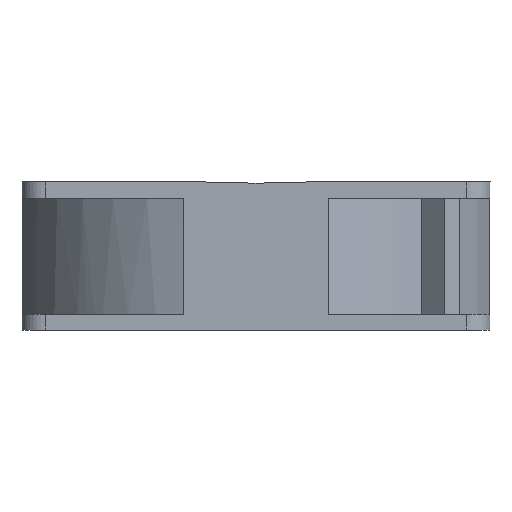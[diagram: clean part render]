
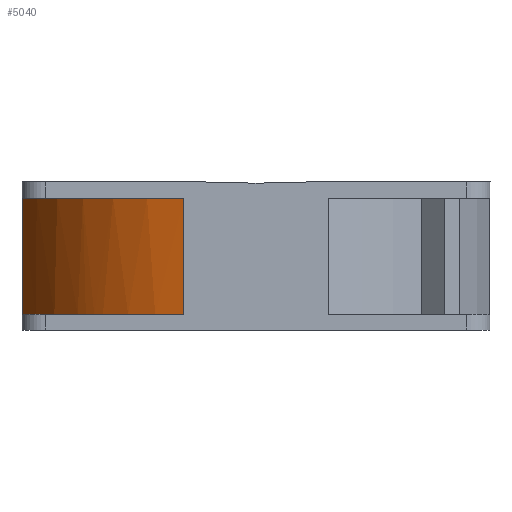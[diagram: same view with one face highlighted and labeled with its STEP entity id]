
A CAD part, left-side view. The second image highlights one B-rep face of the part: STEP entity #5040.
In plain terms, the highlighted cylindrical face has radius 62.788 mm (diameter 125.576 mm), a partial arc.
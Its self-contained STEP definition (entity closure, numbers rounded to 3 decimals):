
#450 = PLANE('',#451);
#451 = AXIS2_PLACEMENT_3D('',#452,#453,#454);
#452 = CARTESIAN_POINT('',(6.265,221.762,0.));
#453 = DIRECTION('',(1.,0.,0.));
#454 = DIRECTION('',(0.,1.,0.));
#1930 = PLANE('',#1931);
#1931 = AXIS2_PLACEMENT_3D('',#1932,#1933,#1934);
#1932 = CARTESIAN_POINT('',(12.265,335.762,0.));
#1933 = DIRECTION('',(0.,-1.,0.));
#1934 = DIRECTION('',(1.,0.,0.));
#3009 = PLANE('',#3010);
#3010 = AXIS2_PLACEMENT_3D('',#3011,#3012,#3013);
#3011 = CARTESIAN_POINT('',(66.265,275.762,4.));
#3012 = DIRECTION('',(0.,0.,-1.));
#3013 = DIRECTION('',(-1.,0.,0.));
#3111 = VERTEX_POINT('',#3112);
#3112 = CARTESIAN_POINT('',(47.762,335.762,4.));
#3133 = EDGE_CURVE('',#3111,#3134,#3136,.T.);
#3134 = VERTEX_POINT('',#3135);
#3135 = CARTESIAN_POINT('',(23.218,321.472,4.));
#3136 = SURFACE_CURVE('',#3137,(#3142,#3153),.PCURVE_S1.);
#3137 = CIRCLE('',#3138,62.788);
#3138 = AXIS2_PLACEMENT_3D('',#3139,#3140,#3141);
#3139 = CARTESIAN_POINT('',(66.265,275.762,4.));
#3140 = DIRECTION('',(0.,0.,1.));
#3141 = DIRECTION('',(-0.295,0.956,0.));
#3142 = PCURVE('',#3009,#3143);
#3143 = DEFINITIONAL_REPRESENTATION('',(#3144),#3152);
#3144 = ( BOUNDED_CURVE() B_SPLINE_CURVE(2,(#3145,#3146,#3147,#3148,
#3149,#3150,#3151),.UNSPECIFIED.,.T.,.F.) B_SPLINE_CURVE_WITH_KNOTS((1,2
    ,2,2,2,1),(-2.094,0.,2.094,4.189,
6.283,8.378),.UNSPECIFIED.) CURVE() 
GEOMETRIC_REPRESENTATION_ITEM() RATIONAL_B_SPLINE_CURVE((1.,0.5,1.,0.5,
1.,0.5,1.)) REPRESENTATION_ITEM('') );
#3145 = CARTESIAN_POINT('',(18.503,60.));
#3146 = CARTESIAN_POINT('',(122.426,27.952));
#3147 = CARTESIAN_POINT('',(42.71,-46.024));
#3148 = CARTESIAN_POINT('',(-37.005,-120.));
#3149 = CARTESIAN_POINT('',(-61.213,-13.976));
#3150 = CARTESIAN_POINT('',(-85.42,92.048));
#3151 = CARTESIAN_POINT('',(18.503,60.));
#3152 = ( GEOMETRIC_REPRESENTATION_CONTEXT(2) 
PARAMETRIC_REPRESENTATION_CONTEXT() REPRESENTATION_CONTEXT('2D SPACE',''
  ) );
#3153 = PCURVE('',#3154,#3159);
#3154 = CYLINDRICAL_SURFACE('',#3155,62.788);
#3155 = AXIS2_PLACEMENT_3D('',#3156,#3157,#3158);
#3156 = CARTESIAN_POINT('',(66.265,275.762,35.29));
#3157 = DIRECTION('',(0.,0.,-1.));
#3158 = DIRECTION('',(-1.,0.,0.));
#3159 = DEFINITIONAL_REPRESENTATION('',(#3160),#3164);
#3160 = LINE('',#3161,#3162);
#3161 = CARTESIAN_POINT('',(1.272,31.29));
#3162 = VECTOR('',#3163,1.);
#3163 = DIRECTION('',(-1.,0.));
#3164 = ( GEOMETRIC_REPRESENTATION_CONTEXT(2) 
PARAMETRIC_REPRESENTATION_CONTEXT() REPRESENTATION_CONTEXT('2D SPACE',''
  ) );
#3238 = VERTEX_POINT('',#3239);
#3239 = CARTESIAN_POINT('',(17.247,315.,4.));
#3254 = EDGE_CURVE('',#3238,#3255,#3257,.T.);
#3255 = VERTEX_POINT('',#3256);
#3256 = CARTESIAN_POINT('',(6.265,294.265,4.));
#3257 = SURFACE_CURVE('',#3258,(#3263,#3274),.PCURVE_S1.);
#3258 = CIRCLE('',#3259,62.788);
#3259 = AXIS2_PLACEMENT_3D('',#3260,#3261,#3262);
#3260 = CARTESIAN_POINT('',(66.265,275.762,4.));
#3261 = DIRECTION('',(0.,0.,1.));
#3262 = DIRECTION('',(-0.781,0.625,0.));
#3263 = PCURVE('',#3009,#3264);
#3264 = DEFINITIONAL_REPRESENTATION('',(#3265),#3273);
#3265 = ( BOUNDED_CURVE() B_SPLINE_CURVE(2,(#3266,#3267,#3268,#3269,
#3270,#3271,#3272),.UNSPECIFIED.,.T.,.F.) B_SPLINE_CURVE_WITH_KNOTS((1,2
    ,2,2,2,1),(-2.094,0.,2.094,4.189,
6.283,8.378),.UNSPECIFIED.) CURVE() 
GEOMETRIC_REPRESENTATION_ITEM() RATIONAL_B_SPLINE_CURVE((1.,0.5,1.,0.5,
1.,0.5,1.)) REPRESENTATION_ITEM('') );
#3266 = CARTESIAN_POINT('',(49.018,39.238));
#3267 = CARTESIAN_POINT('',(116.98,-45.663));
#3268 = CARTESIAN_POINT('',(9.472,-62.07));
#3269 = CARTESIAN_POINT('',(-98.035,-78.476));
#3270 = CARTESIAN_POINT('',(-58.49,22.831));
#3271 = CARTESIAN_POINT('',(-18.945,124.139));
#3272 = CARTESIAN_POINT('',(49.018,39.238));
#3273 = ( GEOMETRIC_REPRESENTATION_CONTEXT(2) 
PARAMETRIC_REPRESENTATION_CONTEXT() REPRESENTATION_CONTEXT('2D SPACE',''
  ) );
#3274 = PCURVE('',#3154,#3275);
#3275 = DEFINITIONAL_REPRESENTATION('',(#3276),#3280);
#3276 = LINE('',#3277,#3278);
#3277 = CARTESIAN_POINT('',(0.675,31.29));
#3278 = VECTOR('',#3279,1.);
#3279 = DIRECTION('',(-1.,0.));
#3280 = ( GEOMETRIC_REPRESENTATION_CONTEXT(2) 
PARAMETRIC_REPRESENTATION_CONTEXT() REPRESENTATION_CONTEXT('2D SPACE',''
  ) );
#4154 = VERTEX_POINT('',#4155);
#4155 = CARTESIAN_POINT('',(47.762,335.762,33.8));
#4169 = PLANE('',#4170);
#4170 = AXIS2_PLACEMENT_3D('',#4171,#4172,#4173);
#4171 = CARTESIAN_POINT('',(66.265,275.762,33.8));
#4172 = DIRECTION('',(0.,0.,-1.));
#4173 = DIRECTION('',(-1.,0.,0.));
#4181 = EDGE_CURVE('',#4154,#3111,#4182,.T.);
#4182 = SURFACE_CURVE('',#4183,(#4187,#4194),.PCURVE_S1.);
#4183 = LINE('',#4184,#4185);
#4184 = CARTESIAN_POINT('',(47.762,335.762,33.8));
#4185 = VECTOR('',#4186,1.);
#4186 = DIRECTION('',(0.,0.,-1.));
#4187 = PCURVE('',#1930,#4188);
#4188 = DEFINITIONAL_REPRESENTATION('',(#4189),#4193);
#4189 = LINE('',#4190,#4191);
#4190 = CARTESIAN_POINT('',(35.497,33.8));
#4191 = VECTOR('',#4192,1.);
#4192 = DIRECTION('',(0.,-1.));
#4193 = ( GEOMETRIC_REPRESENTATION_CONTEXT(2) 
PARAMETRIC_REPRESENTATION_CONTEXT() REPRESENTATION_CONTEXT('2D SPACE',''
  ) );
#4194 = PCURVE('',#3154,#4195);
#4195 = DEFINITIONAL_REPRESENTATION('',(#4196),#4200);
#4196 = LINE('',#4197,#4198);
#4197 = CARTESIAN_POINT('',(1.272,1.49));
#4198 = VECTOR('',#4199,1.);
#4199 = DIRECTION('',(0.,1.));
#4200 = ( GEOMETRIC_REPRESENTATION_CONTEXT(2) 
PARAMETRIC_REPRESENTATION_CONTEXT() REPRESENTATION_CONTEXT('2D SPACE',''
  ) );
#5040 = ADVANCED_FACE('',(#5041),#3154,.T.);
#5041 = FACE_BOUND('',#5042,.T.);
#5042 = EDGE_LOOP('',(#5043,#5044,#5059,#5060,#5083,#5109));
#5043 = ORIENTED_EDGE('',*,*,#3133,.T.);
#5044 = ORIENTED_EDGE('',*,*,#5045,.F.);
#5045 = EDGE_CURVE('',#3238,#3134,#5046,.T.);
#5046 = SURFACE_CURVE('',#5047,(#5052),.PCURVE_S1.);
#5047 = CIRCLE('',#5048,62.788);
#5048 = AXIS2_PLACEMENT_3D('',#5049,#5050,#5051);
#5049 = CARTESIAN_POINT('',(66.265,275.762,4.));
#5050 = DIRECTION('',(0.,0.,-1.));
#5051 = DIRECTION('',(-0.781,0.625,0.));
#5052 = PCURVE('',#3154,#5053);
#5053 = DEFINITIONAL_REPRESENTATION('',(#5054),#5058);
#5054 = LINE('',#5055,#5056);
#5055 = CARTESIAN_POINT('',(0.675,31.29));
#5056 = VECTOR('',#5057,1.);
#5057 = DIRECTION('',(1.,0.));
#5058 = ( GEOMETRIC_REPRESENTATION_CONTEXT(2) 
PARAMETRIC_REPRESENTATION_CONTEXT() REPRESENTATION_CONTEXT('2D SPACE',''
  ) );
#5059 = ORIENTED_EDGE('',*,*,#3254,.T.);
#5060 = ORIENTED_EDGE('',*,*,#5061,.F.);
#5061 = EDGE_CURVE('',#5062,#3255,#5064,.T.);
#5062 = VERTEX_POINT('',#5063);
#5063 = CARTESIAN_POINT('',(6.265,294.265,33.8));
#5064 = SURFACE_CURVE('',#5065,(#5069,#5076),.PCURVE_S1.);
#5065 = LINE('',#5066,#5067);
#5066 = CARTESIAN_POINT('',(6.265,294.265,33.8));
#5067 = VECTOR('',#5068,1.);
#5068 = DIRECTION('',(0.,0.,-1.));
#5069 = PCURVE('',#3154,#5070);
#5070 = DEFINITIONAL_REPRESENTATION('',(#5071),#5075);
#5071 = LINE('',#5072,#5073);
#5072 = CARTESIAN_POINT('',(0.299,1.49));
#5073 = VECTOR('',#5074,1.);
#5074 = DIRECTION('',(0.,1.));
#5075 = ( GEOMETRIC_REPRESENTATION_CONTEXT(2) 
PARAMETRIC_REPRESENTATION_CONTEXT() REPRESENTATION_CONTEXT('2D SPACE',''
  ) );
#5076 = PCURVE('',#450,#5077);
#5077 = DEFINITIONAL_REPRESENTATION('',(#5078),#5082);
#5078 = LINE('',#5079,#5080);
#5079 = CARTESIAN_POINT('',(72.503,33.8));
#5080 = VECTOR('',#5081,1.);
#5081 = DIRECTION('',(0.,-1.));
#5082 = ( GEOMETRIC_REPRESENTATION_CONTEXT(2) 
PARAMETRIC_REPRESENTATION_CONTEXT() REPRESENTATION_CONTEXT('2D SPACE',''
  ) );
#5083 = ORIENTED_EDGE('',*,*,#5084,.F.);
#5084 = EDGE_CURVE('',#4154,#5062,#5085,.T.);
#5085 = SURFACE_CURVE('',#5086,(#5091,#5098),.PCURVE_S1.);
#5086 = CIRCLE('',#5087,62.788);
#5087 = AXIS2_PLACEMENT_3D('',#5088,#5089,#5090);
#5088 = CARTESIAN_POINT('',(66.265,275.762,33.8));
#5089 = DIRECTION('',(0.,0.,1.));
#5090 = DIRECTION('',(-0.295,0.956,0.));
#5091 = PCURVE('',#3154,#5092);
#5092 = DEFINITIONAL_REPRESENTATION('',(#5093),#5097);
#5093 = LINE('',#5094,#5095);
#5094 = CARTESIAN_POINT('',(1.272,1.49));
#5095 = VECTOR('',#5096,1.);
#5096 = DIRECTION('',(-1.,0.));
#5097 = ( GEOMETRIC_REPRESENTATION_CONTEXT(2) 
PARAMETRIC_REPRESENTATION_CONTEXT() REPRESENTATION_CONTEXT('2D SPACE',''
  ) );
#5098 = PCURVE('',#4169,#5099);
#5099 = DEFINITIONAL_REPRESENTATION('',(#5100),#5108);
#5100 = ( BOUNDED_CURVE() B_SPLINE_CURVE(2,(#5101,#5102,#5103,#5104,
#5105,#5106,#5107),.UNSPECIFIED.,.T.,.F.) B_SPLINE_CURVE_WITH_KNOTS((1,2
    ,2,2,2,1),(-2.094,0.,2.094,4.189,
6.283,8.378),.UNSPECIFIED.) CURVE() 
GEOMETRIC_REPRESENTATION_ITEM() RATIONAL_B_SPLINE_CURVE((1.,0.5,1.,0.5,
1.,0.5,1.)) REPRESENTATION_ITEM('') );
#5101 = CARTESIAN_POINT('',(18.503,60.));
#5102 = CARTESIAN_POINT('',(122.426,27.952));
#5103 = CARTESIAN_POINT('',(42.71,-46.024));
#5104 = CARTESIAN_POINT('',(-37.005,-120.));
#5105 = CARTESIAN_POINT('',(-61.213,-13.976));
#5106 = CARTESIAN_POINT('',(-85.42,92.048));
#5107 = CARTESIAN_POINT('',(18.503,60.));
#5108 = ( GEOMETRIC_REPRESENTATION_CONTEXT(2) 
PARAMETRIC_REPRESENTATION_CONTEXT() REPRESENTATION_CONTEXT('2D SPACE',''
  ) );
#5109 = ORIENTED_EDGE('',*,*,#4181,.T.);
